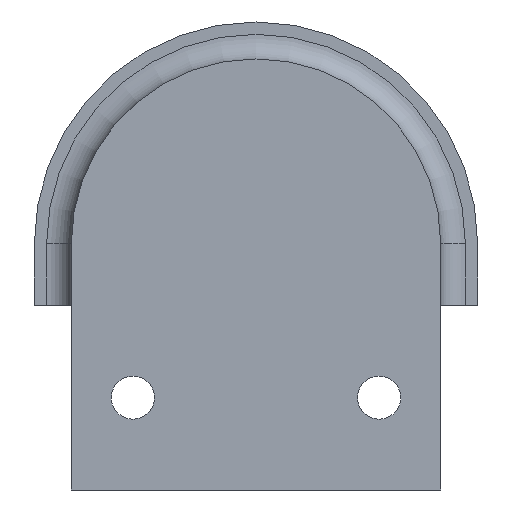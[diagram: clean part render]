
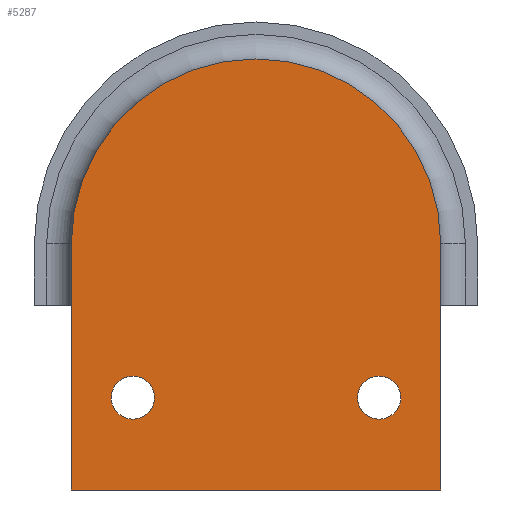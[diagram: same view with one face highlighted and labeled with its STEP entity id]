
A CAD part, front view. The second image highlights one B-rep face of the part: STEP entity #5287.
In plain terms, the highlighted planar face has unit normal (0, -1, 0).
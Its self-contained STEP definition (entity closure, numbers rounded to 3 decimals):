
#33=FACE_BOUND('',#1269,.T.);
#34=FACE_BOUND('',#1270,.T.);
#683=PLANE('',#5414);
#967=FACE_OUTER_BOUND('',#1268,.T.);
#1268=EDGE_LOOP('',(#4986,#4987,#4988,#4989));
#1269=EDGE_LOOP('',(#4990));
#1270=EDGE_LOOP('',(#4991));
#1667=LINE('',#10816,#2069);
#1672=LINE('',#10826,#2074);
#1673=LINE('',#10828,#2075);
#2069=VECTOR('',#6029,10.);
#2074=VECTOR('',#6040,10.);
#2075=VECTOR('',#6043,10.);
#2083=CIRCLE('',#5390,1.75);
#2085=CIRCLE('',#5393,1.75);
#2090=CIRCLE('',#5412,15.);
#2599=VERTEX_POINT('',#10760);
#2601=VERTEX_POINT('',#10766);
#2615=VERTEX_POINT('',#10814);
#2616=VERTEX_POINT('',#10815);
#2617=VERTEX_POINT('',#10820);
#2618=VERTEX_POINT('',#10822);
#3378=EDGE_CURVE('',#2599,#2599,#2083,.T.);
#3381=EDGE_CURVE('',#2601,#2601,#2085,.T.);
#3404=EDGE_CURVE('',#2615,#2616,#1667,.T.);
#3408=EDGE_CURVE('',#2617,#2618,#2090,.T.);
#3410=EDGE_CURVE('',#2615,#2618,#1672,.T.);
#3411=EDGE_CURVE('',#2616,#2617,#1673,.T.);
#4986=ORIENTED_EDGE('',*,*,#3408,.F.);
#4987=ORIENTED_EDGE('',*,*,#3411,.F.);
#4988=ORIENTED_EDGE('',*,*,#3404,.F.);
#4989=ORIENTED_EDGE('',*,*,#3410,.T.);
#4990=ORIENTED_EDGE('',*,*,#3378,.T.);
#4991=ORIENTED_EDGE('',*,*,#3381,.T.);
#5287=ADVANCED_FACE('',(#967,#33,#34),#683,.T.);
#5390=AXIS2_PLACEMENT_3D('',#10761,#5970,#5971);
#5393=AXIS2_PLACEMENT_3D('',#10767,#5977,#5978);
#5412=AXIS2_PLACEMENT_3D('',#10823,#6035,#6036);
#5414=AXIS2_PLACEMENT_3D('',#10827,#6041,#6042);
#5970=DIRECTION('center_axis',(0.,1.,0.));
#5971=DIRECTION('ref_axis',(1.,0.,0.));
#5977=DIRECTION('center_axis',(0.,1.,0.));
#5978=DIRECTION('ref_axis',(1.,0.,0.));
#6029=DIRECTION('',(-1.,0.,0.));
#6035=DIRECTION('center_axis',(0.,1.,0.));
#6036=DIRECTION('ref_axis',(0.707,0.,0.707));
#6040=DIRECTION('',(0.,0.,1.));
#6041=DIRECTION('center_axis',(0.,-1.,0.));
#6042=DIRECTION('ref_axis',(1.,0.,0.));
#6043=DIRECTION('',(0.,0.,1.));
#10760=CARTESIAN_POINT('',(8.25,-40.,-7.5));
#10761=CARTESIAN_POINT('Origin',(10.,-40.,-7.5));
#10766=CARTESIAN_POINT('',(-11.75,-40.,-7.5));
#10767=CARTESIAN_POINT('Origin',(-10.,-40.,-7.5));
#10814=CARTESIAN_POINT('',(15.,-40.,-15.));
#10815=CARTESIAN_POINT('',(-15.,-40.,-15.));
#10816=CARTESIAN_POINT('',(15.,-40.,-15.));
#10820=CARTESIAN_POINT('',(-15.,-40.,5.));
#10822=CARTESIAN_POINT('',(15.,-40.,5.));
#10823=CARTESIAN_POINT('Origin',(0.,-40.,5.));
#10826=CARTESIAN_POINT('',(15.,-40.,0.));
#10827=CARTESIAN_POINT('Origin',(-15.,-40.,0.));
#10828=CARTESIAN_POINT('',(-15.,-40.,0.));
